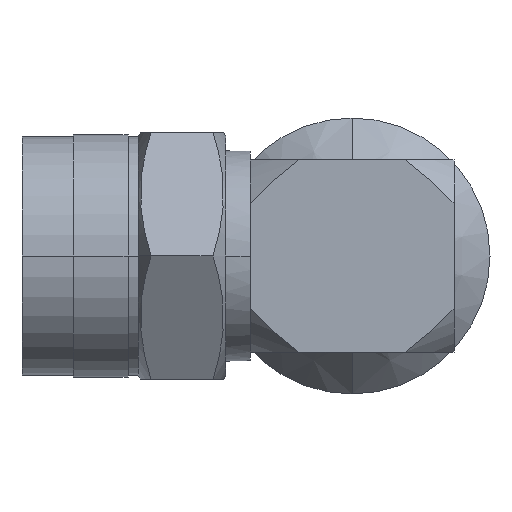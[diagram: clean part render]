
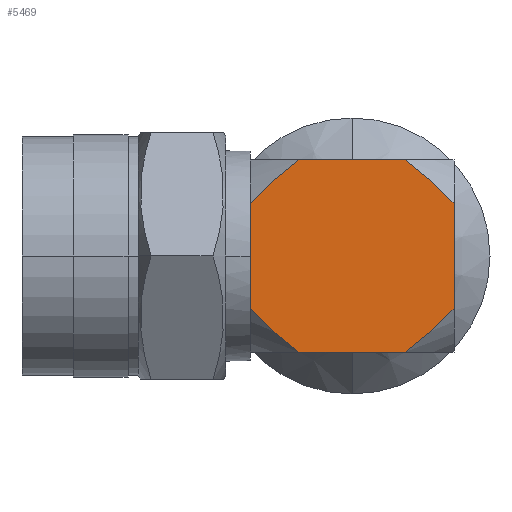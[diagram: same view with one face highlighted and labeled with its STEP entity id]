
A CAD part, left-side view. The second image highlights one B-rep face of the part: STEP entity #5469.
In plain terms, the highlighted planar face has unit normal (-1, 0, 0).
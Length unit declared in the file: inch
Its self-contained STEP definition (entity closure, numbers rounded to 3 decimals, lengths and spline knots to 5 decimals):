
#121 = CARTESIAN_POINT ( 'NONE',  ( -0.31653, -0.90857, -0.31495 ) ) ;
#205 = VERTEX_POINT ( 'NONE', #564 ) ;
#368 = B_SPLINE_CURVE_WITH_KNOTS ( 'NONE', 3,
 ( #1850, #4283, #3747, #1398, #3281, #4729 ),
 .UNSPECIFIED., .F., .F.,
 ( 4, 2, 4 ),
 ( 0., 0.00273, 0.00545 ),
 .UNSPECIFIED. ) ;
#377 = VECTOR ( 'NONE', #939, 39.37008 ) ;
#446 = DIRECTION ( 'NONE',  ( 0., 0., 1. ) ) ;
#465 = PLANE ( 'NONE',  #716 ) ;
#538 = EDGE_CURVE ( 'NONE', #2566, #205, #2001, .T. ) ;
#559 = CARTESIAN_POINT ( 'NONE',  ( -0.31653, -1.31346, -0.27077 ) ) ;
#564 = CARTESIAN_POINT ( 'NONE',  ( -0.31653, -0.74822, -0.13643 ) ) ;
#638 = VERTEX_POINT ( 'NONE', #121 ) ;
#716 = AXIS2_PLACEMENT_3D ( 'NONE', #1891, #4133, #6040 ) ;
#799 = LINE ( 'NONE', #4597, #2673 ) ;
#828 = ORIENTED_EDGE ( 'NONE', *, *, #6022, .T. ) ;
#853 = ORIENTED_EDGE ( 'NONE', *, *, #4303, .T. ) ;
#863 = CARTESIAN_POINT ( 'NONE',  ( -0.31653, -1.25694, 0.31495 ) ) ;
#939 = DIRECTION ( 'NONE',  ( 0., 0., -1. ) ) ;
#1006 = CARTESIAN_POINT ( 'NONE',  ( -0.31653, -1.28549, -0.29318 ) ) ;
#1069 = CARTESIAN_POINT ( 'NONE',  ( -0.31653, -0.74822, 0.1721 ) ) ;
#1099 = CARTESIAN_POINT ( 'NONE',  ( -0.31653, -1.41729, -0.1721 ) ) ;
#1142 = B_SPLINE_CURVE_WITH_KNOTS ( 'NONE', 3,
 ( #4063, #1006, #559, #1530, #5751, #1099 ),
 .UNSPECIFIED., .F., .F.,
 ( 4, 2, 4 ),
 ( 0., 0.00273, 0.00545 ),
 .UNSPECIFIED. ) ;
#1199 = CARTESIAN_POINT ( 'NONE',  ( -0.31653, -0.77215, 0.19904 ) ) ;
#1245 = ORIENTED_EDGE ( 'NONE', *, *, #3273, .F. ) ;
#1268 = EDGE_LOOP ( 'NONE', ( #1504, #3634, #2414, #853, #1245, #3593, #2262, #3790, #4282, #828 ) ) ;
#1281 = VERTEX_POINT ( 'NONE', #5125 ) ;
#1387 = EDGE_CURVE ( 'NONE', #1981, #1281, #3199, .T. ) ;
#1398 = CARTESIAN_POINT ( 'NONE',  ( -0.31653, -0.85206, -0.27077 ) ) ;
#1421 = CARTESIAN_POINT ( 'NONE',  ( -0.31653, -1.41729, 0.31495 ) ) ;
#1504 = ORIENTED_EDGE ( 'NONE', *, *, #5791, .T. ) ;
#1528 = CARTESIAN_POINT ( 'NONE',  ( -0.31653, -0.74822, 0.31495 ) ) ;
#1530 = CARTESIAN_POINT ( 'NONE',  ( -0.31653, -1.36737, -0.22367 ) ) ;
#1536 = CARTESIAN_POINT ( 'NONE',  ( -0.31653, -0.88003, 0.29318 ) ) ;
#1652 = CARTESIAN_POINT ( 'NONE',  ( -0.31653, -1.36737, 0.22367 ) ) ;
#1850 = CARTESIAN_POINT ( 'NONE',  ( -0.31653, -0.74822, -0.1721 ) ) ;
#1891 = CARTESIAN_POINT ( 'NONE',  ( -0.31653, 0., 0.31495 ) ) ;
#1981 = VERTEX_POINT ( 'NONE', #863 ) ;
#1986 = VECTOR ( 'NONE', #446, 39.37008 ) ;
#1990 = EDGE_CURVE ( 'NONE', #5668, #1981, #4574, .T. ) ;
#2001 = LINE ( 'NONE', #1528, #377 ) ;
#2105 = EDGE_CURVE ( 'NONE', #2826, #638, #368, .T. ) ;
#2262 = ORIENTED_EDGE ( 'NONE', *, *, #3278, .F. ) ;
#2414 = ORIENTED_EDGE ( 'NONE', *, *, #1990, .F. ) ;
#2566 = VERTEX_POINT ( 'NONE', #5149 ) ;
#2622 = CARTESIAN_POINT ( 'NONE',  ( -0.31653, -1.31346, 0.27077 ) ) ;
#2673 = VECTOR ( 'NONE', #2703, 39.37008 ) ;
#2703 = DIRECTION ( 'NONE',  ( 0., -1., 0. ) ) ;
#2785 = LINE ( 'NONE', #2838, #5618 ) ;
#2826 = VERTEX_POINT ( 'NONE', #4823 ) ;
#2838 = CARTESIAN_POINT ( 'NONE',  ( -0.31653, -0.74822, 0.31495 ) ) ;
#2977 = EDGE_CURVE ( 'NONE', #638, #4000, #799, .T. ) ;
#3120 = CARTESIAN_POINT ( 'NONE',  ( -0.31653, -1.41729, 0.1721 ) ) ;
#3199 = B_SPLINE_CURVE_WITH_KNOTS ( 'NONE', 3,
 ( #3610, #3580, #2622, #1652, #5950, #3120 ),
 .UNSPECIFIED., .F., .F.,
 ( 4, 2, 4 ),
 ( 0., 0.00273, 0.00545 ),
 .UNSPECIFIED. ) ;
#3217 = VECTOR ( 'NONE', #3427, 39.37008 ) ;
#3273 = EDGE_CURVE ( 'NONE', #2566, #5372, #2785, .T. ) ;
#3278 = EDGE_CURVE ( 'NONE', #2826, #205, #3788, .T. ) ;
#3281 = CARTESIAN_POINT ( 'NONE',  ( -0.31653, -0.88003, -0.29318 ) ) ;
#3427 = DIRECTION ( 'NONE',  ( 0., 0., 1. ) ) ;
#3523 = CARTESIAN_POINT ( 'NONE',  ( -0.31653, -0.90857, 0.31495 ) ) ;
#3580 = CARTESIAN_POINT ( 'NONE',  ( -0.31653, -1.28549, 0.29318 ) ) ;
#3593 = ORIENTED_EDGE ( 'NONE', *, *, #538, .T. ) ;
#3610 = CARTESIAN_POINT ( 'NONE',  ( -0.31653, -1.25694, 0.31495 ) ) ;
#3634 = ORIENTED_EDGE ( 'NONE', *, *, #1387, .F. ) ;
#3716 = CARTESIAN_POINT ( 'NONE',  ( -0.31653, -1.25694, -0.31495 ) ) ;
#3747 = CARTESIAN_POINT ( 'NONE',  ( -0.31653, -0.79815, -0.22367 ) ) ;
#3788 = LINE ( 'NONE', #5150, #1986 ) ;
#3790 = ORIENTED_EDGE ( 'NONE', *, *, #2105, .T. ) ;
#3863 = LINE ( 'NONE', #1421, #3217 ) ;
#4000 = VERTEX_POINT ( 'NONE', #3716 ) ;
#4063 = CARTESIAN_POINT ( 'NONE',  ( -0.31653, -1.25694, -0.31495 ) ) ;
#4133 = DIRECTION ( 'NONE',  ( -1., 0., 0. ) ) ;
#4261 = CARTESIAN_POINT ( 'NONE',  ( -0.31653, -0.74822, 0.1721 ) ) ;
#4282 = ORIENTED_EDGE ( 'NONE', *, *, #2977, .T. ) ;
#4283 = CARTESIAN_POINT ( 'NONE',  ( -0.31653, -0.77215, -0.19904 ) ) ;
#4303 = EDGE_CURVE ( 'NONE', #5668, #5372, #4387, .T. ) ;
#4387 = B_SPLINE_CURVE_WITH_KNOTS ( 'NONE', 3,
 ( #5876, #1536, #5425, #5304, #1199, #1069 ),
 .UNSPECIFIED., .F., .F.,
 ( 4, 2, 4 ),
 ( 0., 0.00273, 0.00545 ),
 .UNSPECIFIED. ) ;
#4574 = LINE ( 'NONE', #5075, #5821 ) ;
#4597 = CARTESIAN_POINT ( 'NONE',  ( -0.31653, 0., -0.31495 ) ) ;
#4729 = CARTESIAN_POINT ( 'NONE',  ( -0.31653, -0.90857, -0.31495 ) ) ;
#4822 = VERTEX_POINT ( 'NONE', #5311 ) ;
#4823 = CARTESIAN_POINT ( 'NONE',  ( -0.31653, -0.74822, -0.1721 ) ) ;
#5075 = CARTESIAN_POINT ( 'NONE',  ( -0.31653, 0., 0.31495 ) ) ;
#5125 = CARTESIAN_POINT ( 'NONE',  ( -0.31653, -1.41729, 0.1721 ) ) ;
#5149 = CARTESIAN_POINT ( 'NONE',  ( -0.31653, -0.74822, 0.13643 ) ) ;
#5150 = CARTESIAN_POINT ( 'NONE',  ( -0.31653, -0.74822, 0.31495 ) ) ;
#5177 = DIRECTION ( 'NONE',  ( 0., 0., 1. ) ) ;
#5304 = CARTESIAN_POINT ( 'NONE',  ( -0.31653, -0.79815, 0.22367 ) ) ;
#5311 = CARTESIAN_POINT ( 'NONE',  ( -0.31653, -1.41729, -0.1721 ) ) ;
#5372 = VERTEX_POINT ( 'NONE', #4261 ) ;
#5425 = CARTESIAN_POINT ( 'NONE',  ( -0.31653, -0.85206, 0.27077 ) ) ;
#5469 = ADVANCED_FACE ( 'NONE', ( #6090 ), #465, .T. ) ;
#5618 = VECTOR ( 'NONE', #5177, 39.37008 ) ;
#5668 = VERTEX_POINT ( 'NONE', #3523 ) ;
#5751 = CARTESIAN_POINT ( 'NONE',  ( -0.31653, -1.39336, -0.19904 ) ) ;
#5791 = EDGE_CURVE ( 'NONE', #4822, #1281, #3863, .T. ) ;
#5821 = VECTOR ( 'NONE', #6035, 39.37008 ) ;
#5876 = CARTESIAN_POINT ( 'NONE',  ( -0.31653, -0.90857, 0.31495 ) ) ;
#5950 = CARTESIAN_POINT ( 'NONE',  ( -0.31653, -1.39336, 0.19904 ) ) ;
#6022 = EDGE_CURVE ( 'NONE', #4000, #4822, #1142, .T. ) ;
#6035 = DIRECTION ( 'NONE',  ( 0., -1., 0. ) ) ;
#6040 = DIRECTION ( 'NONE',  ( 0., 0., 1. ) ) ;
#6090 = FACE_OUTER_BOUND ( 'NONE', #1268, .T. ) ;
